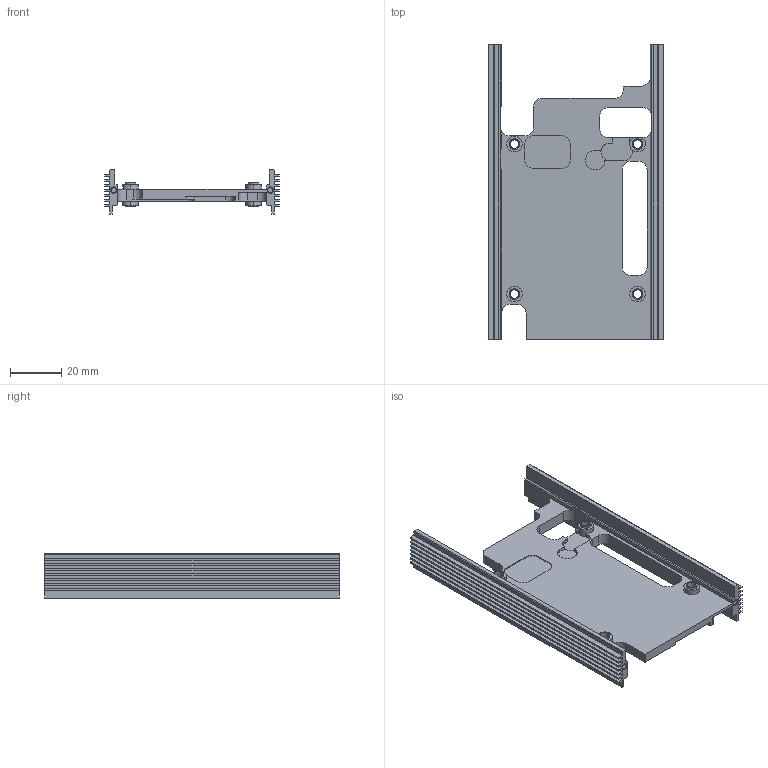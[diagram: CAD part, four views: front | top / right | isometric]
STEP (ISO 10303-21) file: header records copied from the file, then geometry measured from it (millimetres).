
FILE_DESCRIPTION(('CoCreate Modeling STEP Export'),'2;1');
FILE_NAME('157845-01_08-28-2014.stp','2014-08-28T14:59:04',(''),(''),'CoCreate Modeling STEP processor for AP214 (Solid Model)','CoCreate Modeling 17.0B 09-Oct-2010 (C) Parametric Technology GmbH','');
FILE_SCHEMA(('AUTOMOTIVE_DESIGN { 1 0 10303 214 1 1 1 1 }'));
Length unit declared in the file: millimetre
Products named in the file (1): Midframe_E3xx_157845A-01
Bounding box: 68 x 114.89 x 17.25 mm (x, y, z)
Volume: 30072.6 mm3; surface area: 26606.8 mm2
Topology: 1 solids, 1 shells, 295 faces, 800 edges, 528 vertices
Faces by surface type: plane 178, cylinder 109, cone 8
Entity records: 9118 total; most frequent: ORIENTED_EDGE 1600, CARTESIAN_POINT 1542, DIRECTION 1474, EDGE_CURVE 800, VECTOR 550, LINE 550, VERTEX_POINT 530, AXIS2_PLACEMENT_3D 462
